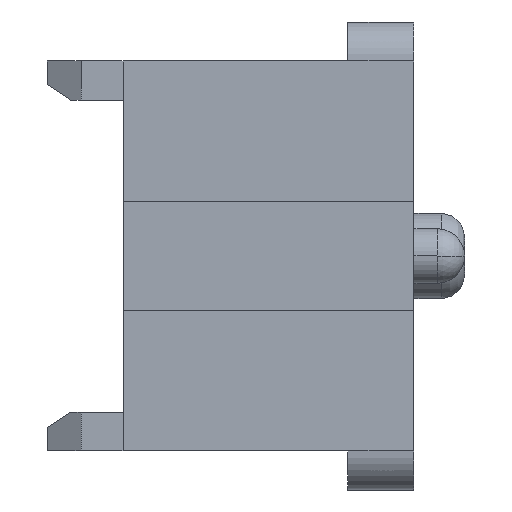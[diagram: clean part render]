
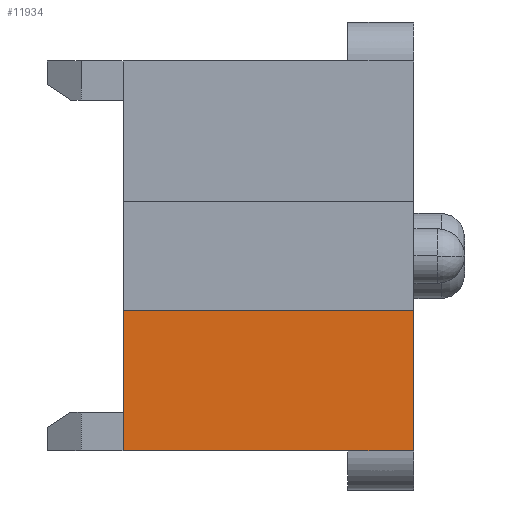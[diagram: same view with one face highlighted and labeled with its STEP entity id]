
A CAD part, left-side view. The second image highlights one B-rep face of the part: STEP entity #11934.
In plain terms, the highlighted planar face has unit normal (-1, 0, 0).
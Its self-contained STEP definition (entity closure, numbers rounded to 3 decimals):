
#35=DIRECTION('',(0.,0.,-1.));
#36=VECTOR('',#35,1.8);
#37=CARTESIAN_POINT('',(-14.9,-0.05,-0.7));
#38=LINE('22497',#37,#36);
#147=DIRECTION('',(0.,-1.,0.));
#148=VECTOR('',#147,0.6);
#149=CARTESIAN_POINT('',(-14.9,0.8,-2.5));
#150=LINE('22616',#149,#148);
#151=DIRECTION('',(0.,-1.,0.));
#152=VECTOR('',#151,0.25);
#153=CARTESIAN_POINT('',(-14.9,0.2,-2.5));
#154=LINE('22635',#153,#152);
#159=DIRECTION('',(0.,-1.,0.));
#160=VECTOR('',#159,3.73);
#161=CARTESIAN_POINT('',(-14.9,3.68,-0.7));
#162=LINE('22656',#161,#160);
#163=DIRECTION('',(0.,-1.,0.));
#164=VECTOR('',#163,2.88);
#165=CARTESIAN_POINT('',(-14.9,3.68,-2.5));
#166=LINE('18833',#165,#164);
#1175=DIRECTION('',(0.,0.,1.));
#1176=VECTOR('',#1175,1.8);
#1177=CARTESIAN_POINT('',(-14.9,3.68,-2.5));
#1178=LINE('19771',#1177,#1176);
#8991=CARTESIAN_POINT('',(-14.9,3.68,-2.5));
#8992=VERTEX_POINT('',#8991);
#8993=CARTESIAN_POINT('',(-14.9,0.8,-2.5));
#8994=VERTEX_POINT('',#8993);
#9719=CARTESIAN_POINT('',(-14.9,3.68,-0.7));
#9720=VERTEX_POINT('',#9719);
#10243=CARTESIAN_POINT('',(-14.9,-0.05,-0.7));
#10244=VERTEX_POINT('',#10243);
#10245=CARTESIAN_POINT('',(-14.9,-0.05,-2.5));
#10246=VERTEX_POINT('',#10245);
#10289=CARTESIAN_POINT('',(-14.9,0.2,-2.5));
#10290=VERTEX_POINT('',#10289);
#11918=CARTESIAN_POINT('',(-14.9,1.94,-1.6));
#11919=DIRECTION('',(1.,0.,0.));
#11920=DIRECTION('',(0.,0.,1.));
#11921=AXIS2_PLACEMENT_3D('',#11918,#11919,#11920);
#11922=PLANE('17584',#11921);
#11924=ORIENTED_EDGE('22656',*,*,#11923,.T.);
#11925=ORIENTED_EDGE('22497',*,*,#11785,.T.);
#11926=ORIENTED_EDGE('22635',*,*,#11909,.F.);
#11927=ORIENTED_EDGE('22616',*,*,#11907,.F.);
#11929=ORIENTED_EDGE('18833',*,*,#11928,.F.);
#11931=ORIENTED_EDGE('19771',*,*,#11930,.T.);
#11932=EDGE_LOOP('17584',(#11924,#11925,#11926,#11927,#11929,#11931));
#11933=FACE_OUTER_BOUND('17584',#11932,.F.);
#11934=ADVANCED_FACE('17584',(#11933),#11922,.F.);
#11785=EDGE_CURVE('22497',#10244,#10246,#38,.T.);
#11907=EDGE_CURVE('22616',#8994,#10290,#150,.T.);
#11909=EDGE_CURVE('22635',#10290,#10246,#154,.T.);
#11923=EDGE_CURVE('22656',#9720,#10244,#162,.T.);
#11928=EDGE_CURVE('18833',#8992,#8994,#166,.T.);
#11930=EDGE_CURVE('19771',#8992,#9720,#1178,.T.);
